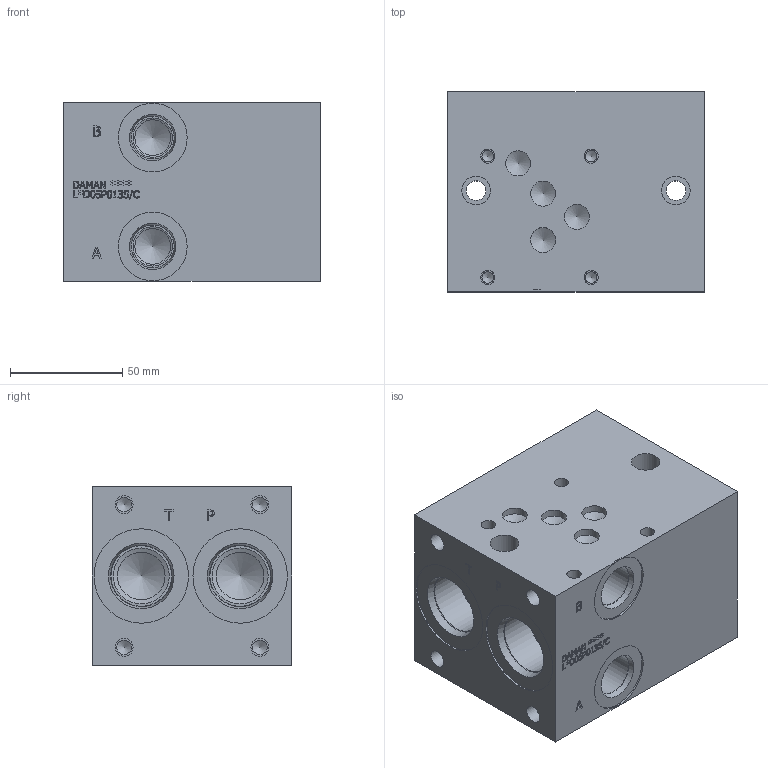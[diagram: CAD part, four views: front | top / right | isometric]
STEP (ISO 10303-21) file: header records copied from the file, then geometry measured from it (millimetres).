
FILE_DESCRIPTION(/* description */ (''),/* implementation_level */ '2;1');
FILE_NAME(/* name */ 'L_D05P013S_C.stp',/* time_stamp */ '2022-10-28T09:30:45-04:00',/* author */ ('mikeh'),/* organization */ (''),/* preprocessor_version */ 'ST-DEVELOPER v18',/* originating_system */ 'Autodesk Inventor 2020',/* authorisation */ '');
FILE_SCHEMA (('AUTOMOTIVE_DESIGN { 1 0 10303 214 3 1 1 }'));
Length unit declared in the file: millimetre
Products named in the file (1): Part_LAD05P013S_C_3D
Bounding box: 114.3 x 88.9 x 79.38 mm (x, y, z)
Volume: 688917.3 mm3; surface area: 77470.9 mm2
Topology: 1 solids, 1 shells, 580 faces, 1586 edges, 1075 vertices
Faces by surface type: plane 324, bspline 143, cylinder 68, cone 45
Full cylindrical faces by diameter (mm): 5.105 x4, 6.35 x4, 6.528 x8, 7.925 x8, 8.738 x2, 11.125 x4, 12.7 x2, 14.3 x1, 15.875 x2, 15.9 x1, 17.501 x2, 19.05 x2, 19.253 x2, 20.62 x1, 21.184 x4, 22.23 x1, 22.54 x1, 24.917 x4, 26.99 x1, 27 x3, 27.432 x4, 30.16 x1, 30.632 x2, 42.037 x4
Entity records: 19506 total; most frequent: CARTESIAN_POINT 5078, ORIENTED_EDGE 3126, DIRECTION 2409, EDGE_CURVE 1563, VERTEX_POINT 1075, LINE 1021, VECTOR 1021, AXIS2_PLACEMENT_3D 694
